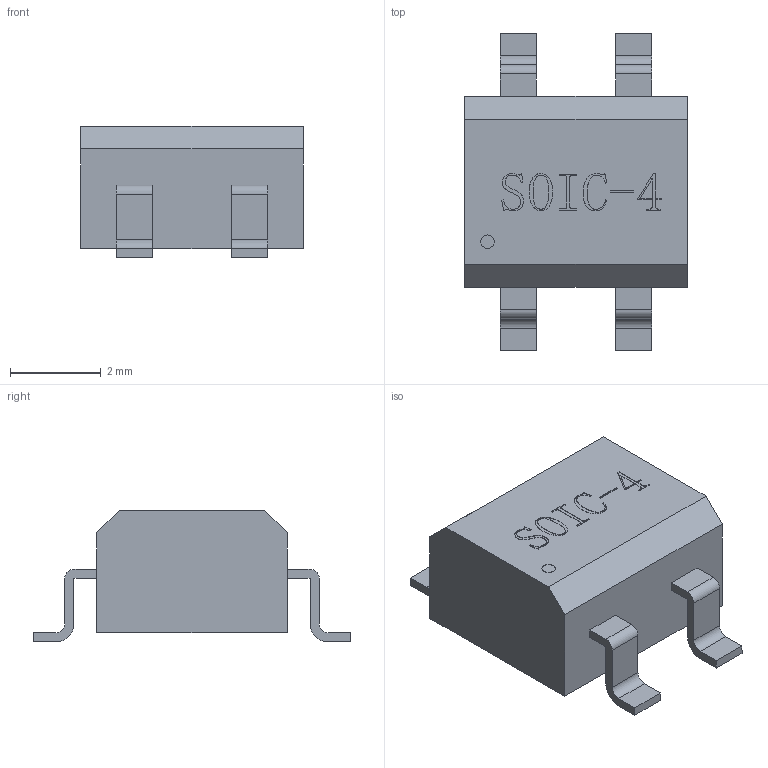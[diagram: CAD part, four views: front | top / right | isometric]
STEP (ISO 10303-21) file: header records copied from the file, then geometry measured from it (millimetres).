
FILE_DESCRIPTION (( 'STEP AP214' ), '1' );
FILE_NAME ('SOIC-4.STEP', '2008-07-13T02:51:02', ( 'Chinese User' ), ( 'Chinese ORG' ), 'SwSTEP 2.0', 'SolidWorks 2005204', '' );
FILE_SCHEMA (( 'AUTOMOTIVE_DESIGN' ));
Length unit declared in the file: millimetre
Products named in the file (1): SOIC-4
Bounding box: 4.9 x 7 x 2.9 mm (x, y, z)
Volume: 56 mm3; surface area: 109.4 mm2
Topology: 5 solids, 5 shells, 150 faces, 393 edges, 262 vertices
Faces by surface type: plane 99, bspline 37, cylinder 14
Entity records: 7878 total; most frequent: CARTESIAN_POINT 4229, ORIENTED_EDGE 786, DIRECTION 575, EDGE_CURVE 393, LINE 291, VECTOR 291, VERTEX_POINT 262, EDGE_LOOP 159
